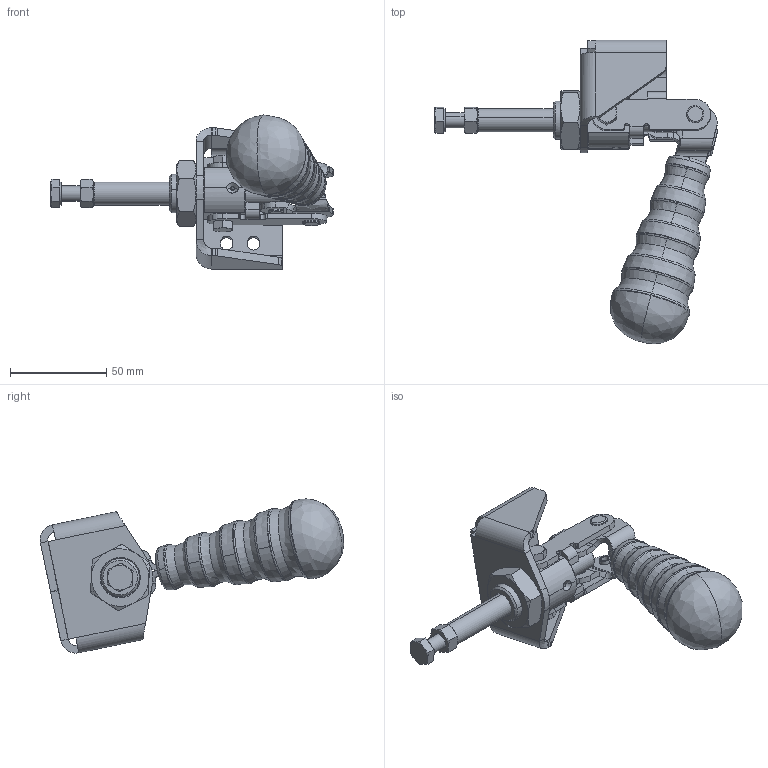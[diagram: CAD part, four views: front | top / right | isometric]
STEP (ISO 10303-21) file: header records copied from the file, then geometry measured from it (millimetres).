
FILE_DESCRIPTION((''),'2;1');
FILE_NAME('351.stp','2005-09-01T11:31:05',('CAD'),(''),'Autodesk Inventor 8','Autodesk Inventor 8','');
FILE_SCHEMA(('AUTOMOTIVE_DESIGN { 1 0 10303 214 1 1 1 1 }'));
Length unit declared in the file: millimetre
Products named in the file (1): Part20
Bounding box: 146.99 x 158.11 x 80.3 mm (x, y, z)
Volume: 150843.9 mm3; surface area: 48549.6 mm2
Topology: 1 solids, 8 shells, 513 faces, 1294 edges, 800 vertices
Faces by surface type: plane 158, cylinder 128, bspline 99, cone 96, torus 32
Entity records: 18474 total; most frequent: CARTESIAN_POINT 6461, ORIENTED_EDGE 2568, DIRECTION 2506, EDGE_CURVE 1284, AXIS2_PLACEMENT_3D 952, VERTEX_POINT 800, VECTOR 602, LINE 602
